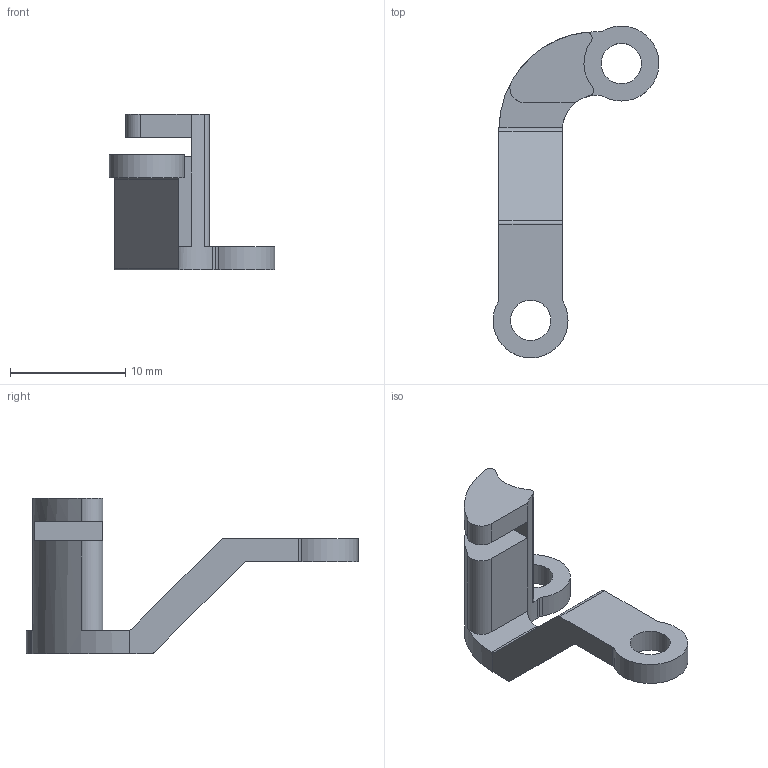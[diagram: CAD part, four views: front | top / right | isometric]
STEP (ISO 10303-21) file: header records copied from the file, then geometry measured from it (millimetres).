
FILE_DESCRIPTION(/* description */ (''),/* implementation_level */ '2;1');
FILE_NAME(/* name */ 'XM and XM-PRO v1.2 - PLASTIC - JVS-dongle internal support.step',/* time_stamp */ '2023-04-12T01:36:33+02:00',/* author */ (''),/* organization */ (''),/* preprocessor_version */ 'ST-DEVELOPER v19.2',/* originating_system */ 'Autodesk Translation Framework v12.4.0.73',/* authorisation */ '');
FILE_SCHEMA (('AUTOMOTIVE_DESIGN { 1 0 10303 214 3 1 1 }'));
Length unit declared in the file: millimetre
Products named in the file (1): XM and XM-PRO v1.2 - PLASTIC - JVS-dongle internal support
Bounding box: 14.37 x 28.79 x 13.5 mm (x, y, z)
Volume: 740.4 mm3; surface area: 898.6 mm2
Topology: 1 solids, 1 shells, 36 faces, 100 edges, 66 vertices
Faces by surface type: cylinder 19, plane 17
Full cylindrical faces by diameter (mm): 3.5 x2
Entity records: 1226 total; most frequent: DIRECTION 216, CARTESIAN_POINT 213, ORIENTED_EDGE 200, EDGE_CURVE 100, AXIS2_PLACEMENT_3D 81, VERTEX_POINT 66, LINE 54, VECTOR 54
